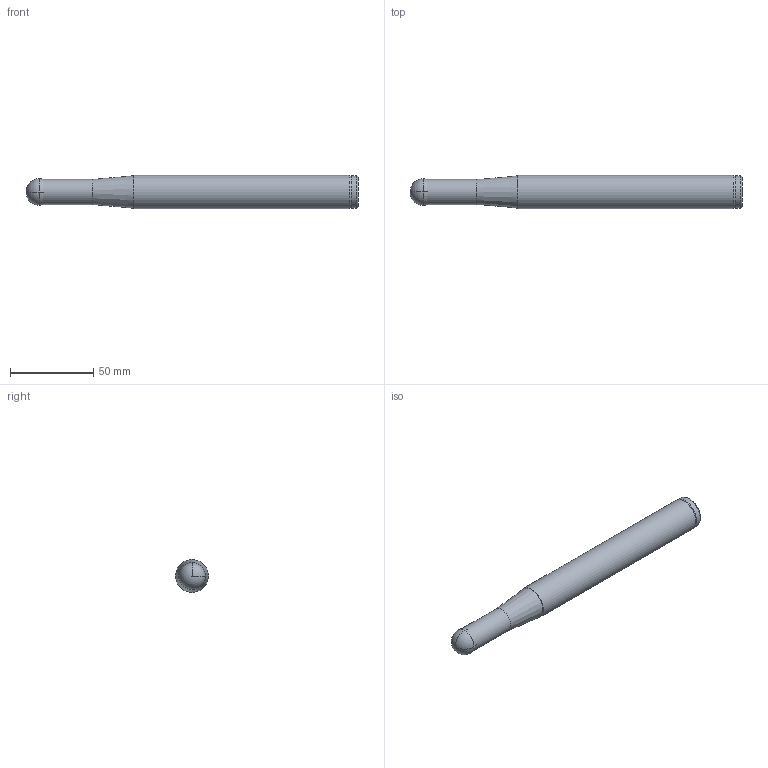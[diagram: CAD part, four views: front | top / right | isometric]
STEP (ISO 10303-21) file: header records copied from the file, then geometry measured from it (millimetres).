
FILE_DESCRIPTION(/* description */ (''),/* implementation_level */ '2;1');
FILE_NAME(/* name */ 'APMR-RO16-D16-C20-L200.stp',/* time_stamp */ '2023-10-02T09:25:23+03:00',/* author */ (''),/* organization */ (''),/* preprocessor_version */ 'ST-DEVELOPER v19.4',/* originating_system */ 'SIEMENS PLM Software NX2306.5001',/* authorisation */ '');
FILE_SCHEMA (('AUTOMOTIVE_DESIGN { 1 0 10303 214 3 1 1 1 }'));
Length unit declared in the file: millimetre
Products named in the file (1): APMR-RO16-D16-C20-L200-LIGHT_x_t_objects
Bounding box: 200 x 20 x 20 mm (x, y, z)
Volume: 57022.5 mm3; surface area: 12811.3 mm2
Topology: 2 solids, 2 shells, 17 faces, 33 edges, 18 vertices
Faces by surface type: cylinder 7, sphere 5, plane 2, cone 2, torus 1
Full cylindrical faces by diameter (mm): 15.1 x1, 19.5 x1, 20 x1
Entity records: 420 total; most frequent: DIRECTION 80, CARTESIAN_POINT 58, ORIENTED_EDGE 48, AXIS2_PLACEMENT_3D 38, EDGE_LOOP 24, EDGE_CURVE 24, CIRCLE 20, ADVANCED_FACE 17
